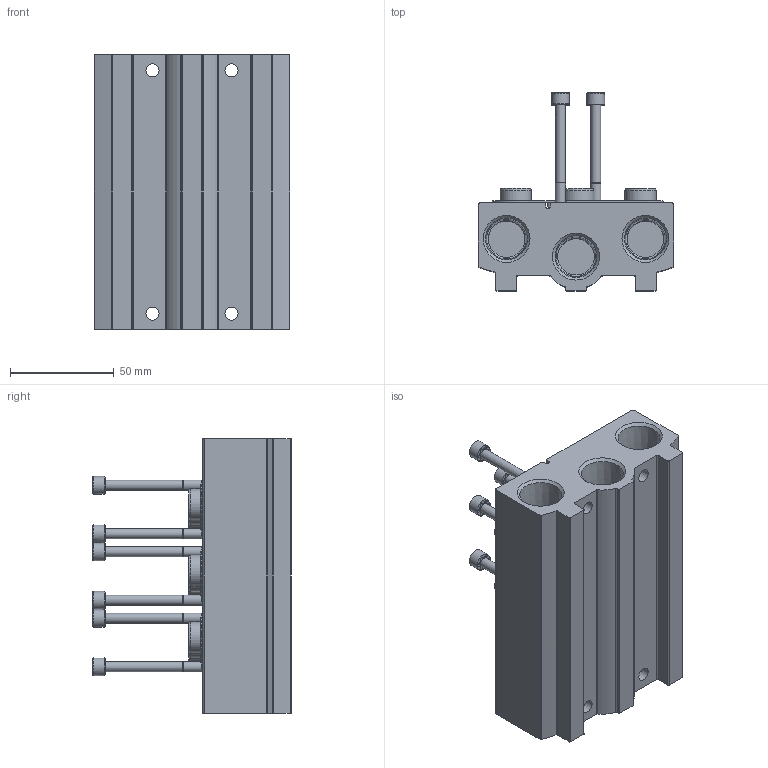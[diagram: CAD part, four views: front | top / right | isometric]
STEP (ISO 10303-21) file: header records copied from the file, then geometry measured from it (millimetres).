
FILE_DESCRIPTION(/* description */ ('STEP AP214'),/* implementation_level */ '2;1');
FILE_NAME(/* name */ '8026387_VABM-B10-30S-N12-3',/* time_stamp */ '2024-09-15T23:33:08+02:00',/* author */ ('License CC BY-ND 4.0'),/* organization */ ('CADENAS'),/* preprocessor_version */ 'ST-DEVELOPER v19.3',/* originating_system */ 'PARTsolutions',/* authorisation */ ' ');
FILE_SCHEMA (('AUTOMOTIVE_DESIGN {1 0 10303 214 3 1 1}'));
Length unit declared in the file: millimetre
Products named in the file (5): 8026387 VABM-B10-30S-N12-3; 8026387 VABM-B10-30S-N12-3---(M); 1658619 VUVS-G3-3---(S); 2191444 F-M5x60-10.9; 31785 B-1/2-NPT---(Plug)
Assembly tree (13 placements, depth 2):
  8026387 VABM-B10-30S-N12-3
    8026387 VABM-B10-30S-N12-3---(M)
    1658619 VUVS-G3-3---(S)  x3
    2191444 F-M5x60-10.9  x6
    31785 B-1/2-NPT---(Plug)  x3
Bounding box: 94 x 95.4 x 132 mm (x, y, z)
Volume: 375175.7 mm3; surface area: 99564.3 mm2
Topology: 13 solids, 13 shells, 626 faces, 1527 edges, 970 vertices
Faces by surface type: plane 297, cylinder 183, cone 122, torus 24
Full cylindrical faces by diameter (mm): 3.5 x1, 4.134 x7, 4.75 x6, 5 x6, 6.3 x4, 8.5 x6, 9 x9, 9.525 x3, 12 x9, 15.1 x9, 17.6 x3, 18.1 x9
Entity records: 8078 total; most frequent: CARTESIAN_POINT 1506, DIRECTION 1395, ORIENTED_EDGE 1146, EDGE_CURVE 573, AXIS2_PLACEMENT_3D 550, FACE_BOUND 444, EDGE_LOOP 435, VERTEX_POINT 429
